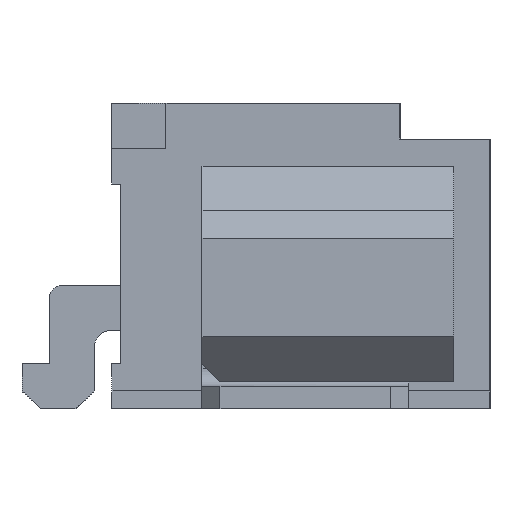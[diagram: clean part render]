
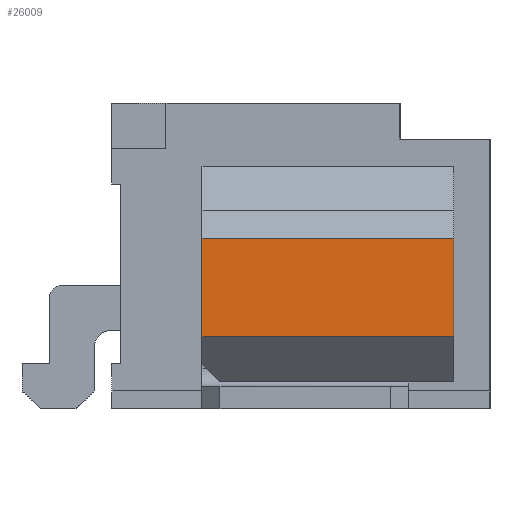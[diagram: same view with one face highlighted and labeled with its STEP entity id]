
A CAD part, left-side view. The second image highlights one B-rep face of the part: STEP entity #26009.
In plain terms, the highlighted planar face has unit normal (-1, 0, 0).
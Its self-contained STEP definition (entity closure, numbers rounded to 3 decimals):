
#2745 = PLANE('',#2746);
#2746 = AXIS2_PLACEMENT_3D('',#2747,#2748,#2749);
#2747 = CARTESIAN_POINT('',(8.375,1.1,0.));
#2748 = DIRECTION('',(0.,1.,0.));
#2749 = DIRECTION('',(-1.,0.,0.));
#2801 = PLANE('',#2802);
#2802 = AXIS2_PLACEMENT_3D('',#2803,#2804,#2805);
#2803 = CARTESIAN_POINT('',(8.375,-1.7,0.));
#2804 = DIRECTION('',(0.,1.,0.));
#2805 = DIRECTION('',(-1.,0.,0.));
#10694 = VERTEX_POINT('',#10695);
#10695 = CARTESIAN_POINT('',(-9.875,1.1,1.9));
#10709 = PLANE('',#10710);
#10710 = AXIS2_PLACEMENT_3D('',#10711,#10712,#10713);
#10711 = CARTESIAN_POINT('',(-9.875,-1.7,1.9));
#10712 = DIRECTION('',(-0.707,0.,0.707));
#10713 = DIRECTION('',(0.707,0.,0.707));
#10721 = EDGE_CURVE('',#10722,#10694,#10724,.T.);
#10722 = VERTEX_POINT('',#10723);
#10723 = CARTESIAN_POINT('',(-9.875,1.1,0.8));
#10724 = SURFACE_CURVE('',#10725,(#10729,#10736),.PCURVE_S1.);
#10725 = LINE('',#10726,#10727);
#10726 = CARTESIAN_POINT('',(-9.875,1.1,0.8));
#10727 = VECTOR('',#10728,1.);
#10728 = DIRECTION('',(0.,0.,1.));
#10729 = PCURVE('',#2745,#10730);
#10730 = DEFINITIONAL_REPRESENTATION('',(#10731),#10735);
#10731 = LINE('',#10732,#10733);
#10732 = CARTESIAN_POINT('',(18.25,0.8));
#10733 = VECTOR('',#10734,1.);
#10734 = DIRECTION('',(0.,1.));
#10735 = ( GEOMETRIC_REPRESENTATION_CONTEXT(2) 
PARAMETRIC_REPRESENTATION_CONTEXT() REPRESENTATION_CONTEXT('2D SPACE',''
  ) );
#10736 = PCURVE('',#10737,#10742);
#10737 = PLANE('',#10738);
#10738 = AXIS2_PLACEMENT_3D('',#10739,#10740,#10741);
#10739 = CARTESIAN_POINT('',(-9.875,-1.7,0.8));
#10740 = DIRECTION('',(-1.,0.,0.));
#10741 = DIRECTION('',(0.,0.,1.));
#10742 = DEFINITIONAL_REPRESENTATION('',(#10743),#10747);
#10743 = LINE('',#10744,#10745);
#10744 = CARTESIAN_POINT('',(0.,2.8));
#10745 = VECTOR('',#10746,1.);
#10746 = DIRECTION('',(1.,0.));
#10747 = ( GEOMETRIC_REPRESENTATION_CONTEXT(2) 
PARAMETRIC_REPRESENTATION_CONTEXT() REPRESENTATION_CONTEXT('2D SPACE',''
  ) );
#10763 = PLANE('',#10764);
#10764 = AXIS2_PLACEMENT_3D('',#10765,#10766,#10767);
#10765 = CARTESIAN_POINT('',(-9.375,-1.7,0.3));
#10766 = DIRECTION('',(-0.707,0.,-0.707));
#10767 = DIRECTION('',(-0.707,0.,0.707));
#10970 = VERTEX_POINT('',#10971);
#10971 = CARTESIAN_POINT('',(-9.875,-1.7,0.8));
#10992 = EDGE_CURVE('',#10970,#10993,#10995,.T.);
#10993 = VERTEX_POINT('',#10994);
#10994 = CARTESIAN_POINT('',(-9.875,-1.7,1.9));
#10995 = SURFACE_CURVE('',#10996,(#11000,#11007),.PCURVE_S1.);
#10996 = LINE('',#10997,#10998);
#10997 = CARTESIAN_POINT('',(-9.875,-1.7,0.8));
#10998 = VECTOR('',#10999,1.);
#10999 = DIRECTION('',(0.,0.,1.));
#11000 = PCURVE('',#2801,#11001);
#11001 = DEFINITIONAL_REPRESENTATION('',(#11002),#11006);
#11002 = LINE('',#11003,#11004);
#11003 = CARTESIAN_POINT('',(18.25,0.8));
#11004 = VECTOR('',#11005,1.);
#11005 = DIRECTION('',(0.,1.));
#11006 = ( GEOMETRIC_REPRESENTATION_CONTEXT(2) 
PARAMETRIC_REPRESENTATION_CONTEXT() REPRESENTATION_CONTEXT('2D SPACE',''
  ) );
#11007 = PCURVE('',#10737,#11008);
#11008 = DEFINITIONAL_REPRESENTATION('',(#11009),#11013);
#11009 = LINE('',#11010,#11011);
#11010 = CARTESIAN_POINT('',(0.,0.));
#11011 = VECTOR('',#11012,1.);
#11012 = DIRECTION('',(1.,0.));
#11013 = ( GEOMETRIC_REPRESENTATION_CONTEXT(2) 
PARAMETRIC_REPRESENTATION_CONTEXT() REPRESENTATION_CONTEXT('2D SPACE',''
  ) );
#25987 = EDGE_CURVE('',#10993,#10694,#25988,.T.);
#25988 = SURFACE_CURVE('',#25989,(#25993,#26000),.PCURVE_S1.);
#25989 = LINE('',#25990,#25991);
#25990 = CARTESIAN_POINT('',(-9.875,-1.7,1.9));
#25991 = VECTOR('',#25992,1.);
#25992 = DIRECTION('',(0.,1.,0.));
#25993 = PCURVE('',#10709,#25994);
#25994 = DEFINITIONAL_REPRESENTATION('',(#25995),#25999);
#25995 = LINE('',#25996,#25997);
#25996 = CARTESIAN_POINT('',(0.,0.));
#25997 = VECTOR('',#25998,1.);
#25998 = DIRECTION('',(0.,1.));
#25999 = ( GEOMETRIC_REPRESENTATION_CONTEXT(2) 
PARAMETRIC_REPRESENTATION_CONTEXT() REPRESENTATION_CONTEXT('2D SPACE',''
  ) );
#26000 = PCURVE('',#10737,#26001);
#26001 = DEFINITIONAL_REPRESENTATION('',(#26002),#26006);
#26002 = LINE('',#26003,#26004);
#26003 = CARTESIAN_POINT('',(1.1,0.));
#26004 = VECTOR('',#26005,1.);
#26005 = DIRECTION('',(0.,1.));
#26006 = ( GEOMETRIC_REPRESENTATION_CONTEXT(2) 
PARAMETRIC_REPRESENTATION_CONTEXT() REPRESENTATION_CONTEXT('2D SPACE',''
  ) );
#26009 = ADVANCED_FACE('',(#26010),#10737,.T.);
#26010 = FACE_BOUND('',#26011,.F.);
#26011 = EDGE_LOOP('',(#26012,#26013,#26034,#26035));
#26012 = ORIENTED_EDGE('',*,*,#10992,.F.);
#26013 = ORIENTED_EDGE('',*,*,#26014,.T.);
#26014 = EDGE_CURVE('',#10970,#10722,#26015,.T.);
#26015 = SURFACE_CURVE('',#26016,(#26020,#26027),.PCURVE_S1.);
#26016 = LINE('',#26017,#26018);
#26017 = CARTESIAN_POINT('',(-9.875,-1.7,0.8));
#26018 = VECTOR('',#26019,1.);
#26019 = DIRECTION('',(0.,1.,0.));
#26020 = PCURVE('',#10737,#26021);
#26021 = DEFINITIONAL_REPRESENTATION('',(#26022),#26026);
#26022 = LINE('',#26023,#26024);
#26023 = CARTESIAN_POINT('',(0.,0.));
#26024 = VECTOR('',#26025,1.);
#26025 = DIRECTION('',(0.,1.));
#26026 = ( GEOMETRIC_REPRESENTATION_CONTEXT(2) 
PARAMETRIC_REPRESENTATION_CONTEXT() REPRESENTATION_CONTEXT('2D SPACE',''
  ) );
#26027 = PCURVE('',#10763,#26028);
#26028 = DEFINITIONAL_REPRESENTATION('',(#26029),#26033);
#26029 = LINE('',#26030,#26031);
#26030 = CARTESIAN_POINT('',(0.707,0.));
#26031 = VECTOR('',#26032,1.);
#26032 = DIRECTION('',(0.,1.));
#26033 = ( GEOMETRIC_REPRESENTATION_CONTEXT(2) 
PARAMETRIC_REPRESENTATION_CONTEXT() REPRESENTATION_CONTEXT('2D SPACE',''
  ) );
#26034 = ORIENTED_EDGE('',*,*,#10721,.T.);
#26035 = ORIENTED_EDGE('',*,*,#25987,.F.);
